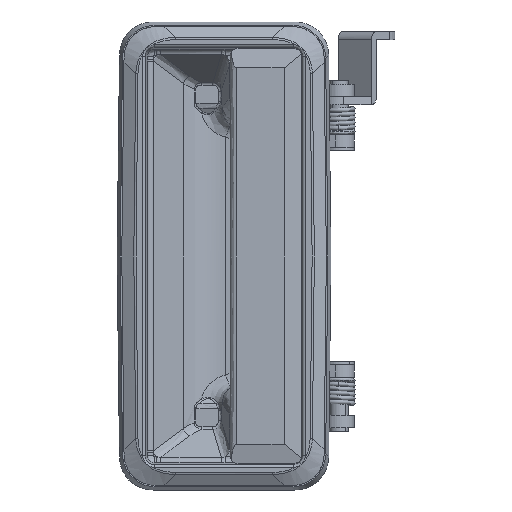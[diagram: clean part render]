
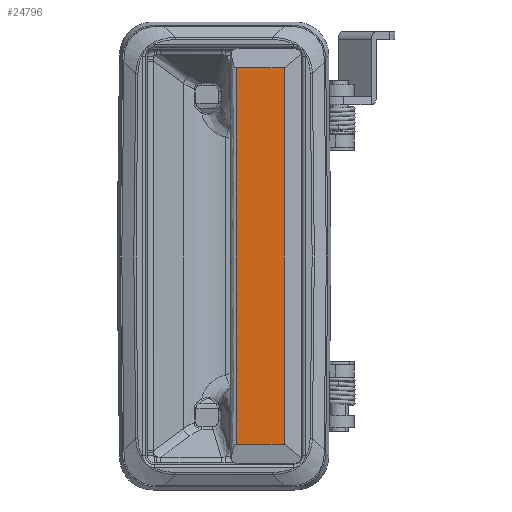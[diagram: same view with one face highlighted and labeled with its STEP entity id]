
A CAD part, front view. The second image highlights one B-rep face of the part: STEP entity #24796.
In plain terms, the highlighted free-form (B-spline) face has degree [1, 1] with [2, 2] control points.
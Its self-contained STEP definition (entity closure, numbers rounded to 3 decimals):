
#23688=CARTESIAN_POINT('',(19.401,-0.683,-60.715));
#23689=VERTEX_POINT('',#23688);
#23728=CARTESIAN_POINT('',(19.401,-0.683,60.715));
#23729=VERTEX_POINT('',#23728);
#23743=CARTESIAN_POINT('',(19.401,-0.683,-60.715));
#23744=CARTESIAN_POINT('',(19.401,-0.683,60.715));
#23745=QUASI_UNIFORM_CURVE('',1,(#23743,#23744),.UNSPECIFIED.,.F.,.U.);
#23746=EDGE_CURVE('',#23689,#23729,#23745,.T.);
#24769=CARTESIAN_POINT('',(3.231,-0.683,-66.78));
#24770=CARTESIAN_POINT('',(20.17,-0.683,-66.78));
#24771=CARTESIAN_POINT('',(3.231,-0.683,66.78));
#24772=CARTESIAN_POINT('',(20.17,-0.683,66.78));
#24773=B_SPLINE_SURFACE_WITH_KNOTS('',1,1,((#24769,#24771),(#24770,#24772)),.UNSPECIFIED.,.F.,.F.,.U.,(2,2),(2,2),(0.0,16.94),(0.0,133.56),.UNSPECIFIED.);
#24774=CARTESIAN_POINT('',(4.0,-0.683,-60.715));
#24775=VERTEX_POINT('',#24774);
#24776=CARTESIAN_POINT('',(19.401,-0.683,-60.715));
#24777=CARTESIAN_POINT('',(4.0,-0.683,-60.715));
#24778=QUASI_UNIFORM_CURVE('',1,(#24776,#24777),.UNSPECIFIED.,.F.,.U.);
#24779=EDGE_CURVE('',#23689,#24775,#24778,.T.);
#24780=ORIENTED_EDGE('',*,*,#24779,.F.);
#24781=ORIENTED_EDGE('',*,*,#23746,.T.);
#24782=CARTESIAN_POINT('',(4.0,-0.683,60.715));
#24783=VERTEX_POINT('',#24782);
#24784=CARTESIAN_POINT('',(4.0,-0.683,60.715));
#24785=CARTESIAN_POINT('',(19.401,-0.683,60.715));
#24786=QUASI_UNIFORM_CURVE('',1,(#24784,#24785),.UNSPECIFIED.,.F.,.U.);
#24787=EDGE_CURVE('',#24783,#23729,#24786,.T.);
#24788=ORIENTED_EDGE('',*,*,#24787,.F.);
#24789=CARTESIAN_POINT('',(4.0,-0.683,-60.715));
#24790=CARTESIAN_POINT('',(4.0,-0.683,60.715));
#24791=QUASI_UNIFORM_CURVE('',1,(#24789,#24790),.UNSPECIFIED.,.F.,.U.);
#24792=EDGE_CURVE('',#24775,#24783,#24791,.T.);
#24793=ORIENTED_EDGE('',*,*,#24792,.F.);
#24794=EDGE_LOOP('',(#24780,#24781,#24788,#24793));
#24795=FACE_OUTER_BOUND('',#24794,.T.);
#24796=ADVANCED_FACE('',(#24795),#24773,.T.);
